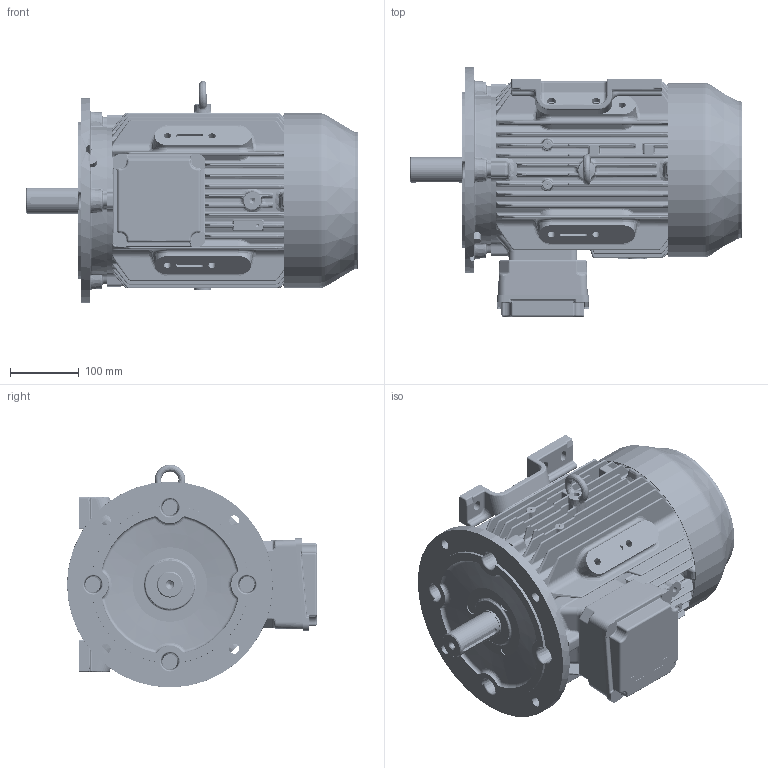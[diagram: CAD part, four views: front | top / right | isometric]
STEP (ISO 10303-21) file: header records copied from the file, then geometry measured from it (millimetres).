
FILE_DESCRIPTION( ( 'Unknown' ), '1' );
FILE_NAME( 'WP-DF132MX B35.stp', 'Unknown', ( 'Unknown' ), ( 'Unknown' ), 'PSStep 17.0.49', 'Unknown', ' ' );
FILE_SCHEMA( ( 'AUTOMOTIVE_DESIGN { 1 0 10303 214 1 1 1 1 }' ) );
Length unit declared in the file: millimetre
Products named in the file (2): 1; 2
Bounding box: 484.5 x 364.48 x 325 mm (x, y, z)
Volume: 5153056.9 mm3; surface area: 1614777 mm2
Topology: 2 solids, 20 shells, 4407 faces, 10631 edges, 6140 vertices
Faces by surface type: bspline 1452, cylinder 1318, plane 778, torus 331, cone 272, sphere 256
Full cylindrical faces by diameter (mm): 2.359 x1, 3.2 x4, 5 x4, 5.088 x5, 5.188 x8, 6.5 x4, 6.9 x4, 6.985 x8, 8.5 x1, 8.782 x4, 10.106 x2, 10.579 x9, 13 x4, 14.5 x4, 16 x3, 37 x1, 38 x2, 39.5 x2, 39.9 x2, 40 x2, 52 x1, 53 x1, 62 x1, 80 x1, 198 x1, 200 x1, 203.2 x1, 204 x2, 209 x4, 252.8 x1
Entity records: 345229 total; most frequent: CARTESIAN_POINT 218906, ORIENTED_EDGE 20248, DIRECTION 17565, EDGE_CURVE 10124, AXIS2_PLACEMENT_3D 7411, VERTEX_POINT 6024, EDGE_LOOP 4658, FACE_OUTER_BOUND 4514
